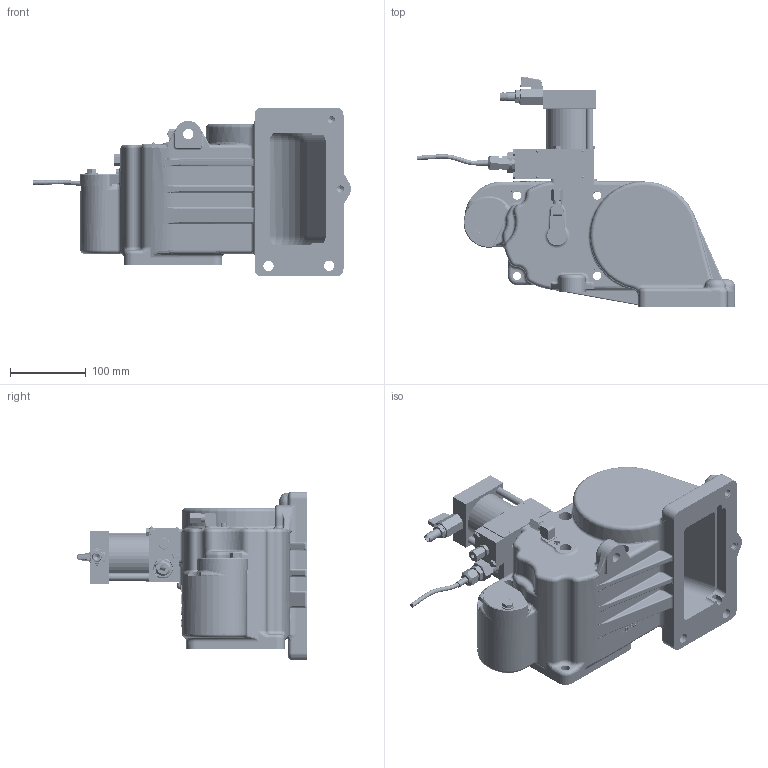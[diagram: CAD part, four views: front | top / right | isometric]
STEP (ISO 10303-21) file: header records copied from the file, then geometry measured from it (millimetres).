
FILE_DESCRIPTION (( 'STEP AP214' ), '1' );
FILE_NAME ('GV80SE_252535.STEP', '2014-11-24T13:31:27', ( 'Admin2' ), ( '' ), 'SwSTEP 2.0', 'SolidWorks 2010', '' );
FILE_SCHEMA (( 'AUTOMOTIVE_DESIGN' ));
Length unit declared in the file: millimetre
Products named in the file (1): GV80SE_252535
Bounding box: 420.11 x 304.44 x 223 mm (x, y, z)
Volume: 3436951.6 mm3; surface area: 868268.7 mm2
Topology: 99 solids, 99 shells, 3825 faces, 9034 edges, 5446 vertices
Faces by surface type: plane 1152, cylinder 1125, cone 519, bspline 508, torus 500, sphere 21
Entity records: 206180 total; most frequent: CARTESIAN_POINT 77966, ORIENTED_EDGE 17750, DIRECTION 17524, EDGE_CURVE 8875, AXIS2_PLACEMENT_3D 7026, VERTEX_POINT 5443, EDGE_LOOP 4288, UNCERTAINTY_MEASURE_WITH_UNIT 3926
